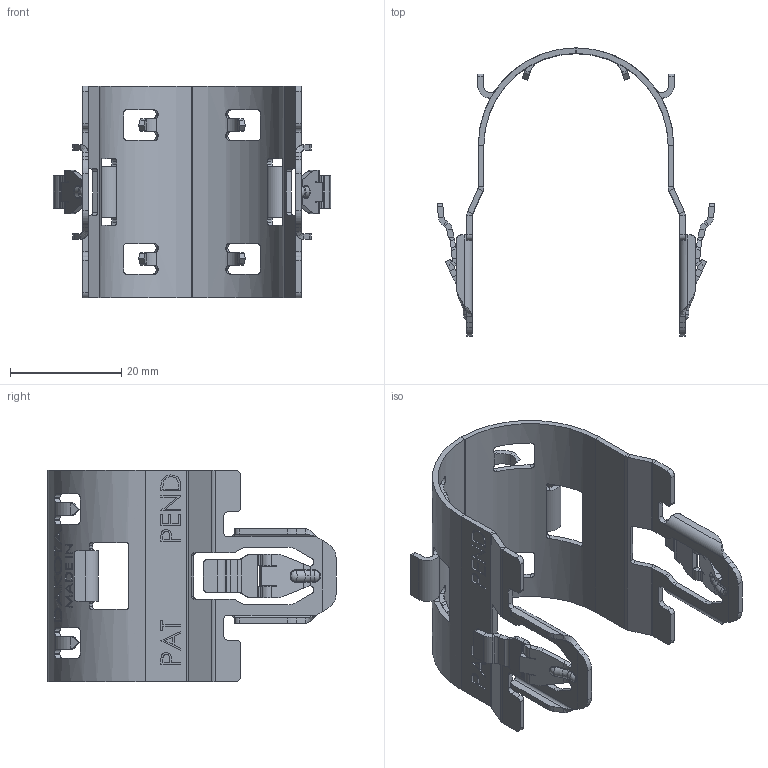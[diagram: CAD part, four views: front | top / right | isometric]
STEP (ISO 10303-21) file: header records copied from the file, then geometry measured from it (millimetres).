
FILE_DESCRIPTION (( 'STEP AP203' ), '1' );
FILE_NAME ('CC-1R.STEP', '2021-01-14T04:02:12', ( '' ), ( '' ), 'SwSTEP 2.0', 'SolidWorks 2019', '' );
FILE_SCHEMA (( 'CONFIG_CONTROL_DESIGN' ));
Length unit declared in the file: millimetre
Products named in the file (1): CC-1R
Bounding box: 49.83 x 51.7 x 38 mm (x, y, z)
Volume: 3574.5 mm3; surface area: 8070.6 mm2
Topology: 1 solids, 1 shells, 907 faces, 2334 edges, 1464 vertices
Faces by surface type: plane 484, cylinder 240, bspline 149, torus 26, sphere 8
Entity records: 38162 total; most frequent: CARTESIAN_POINT 17328, ORIENTED_EDGE 4668, DIRECTION 3721, EDGE_CURVE 2334, VERTEX_POINT 1464, LINE 1283, VECTOR 1283, AXIS2_PLACEMENT_3D 1219
